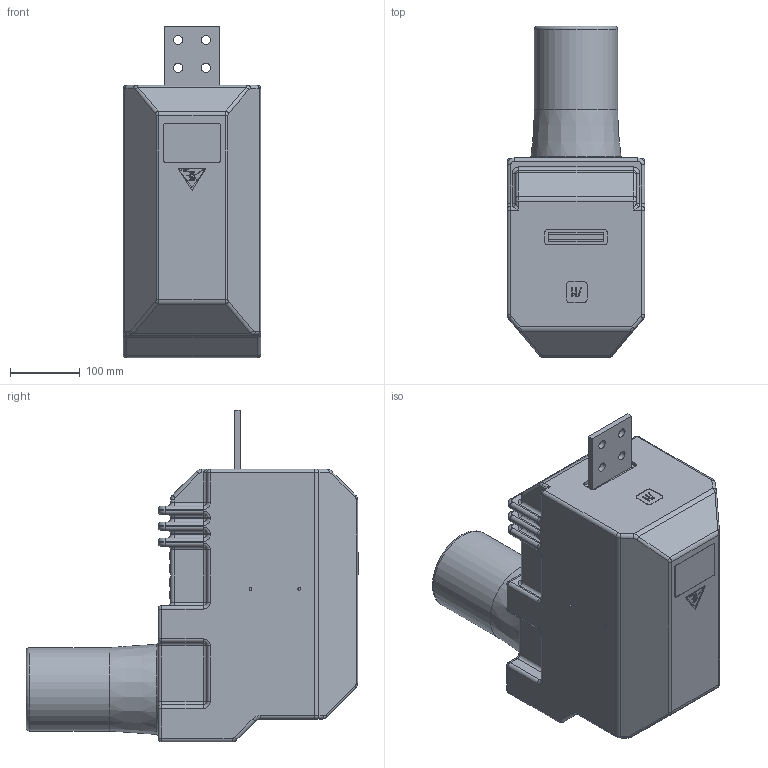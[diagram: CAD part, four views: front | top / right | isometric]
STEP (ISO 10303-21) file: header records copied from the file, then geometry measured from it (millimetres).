
FILE_DESCRIPTION(('STEP AP242'), '1');
FILE_NAME('ﾒﾋﾏ-10-4 ﾌ2 1500ﾀ', '', ('UNSPECIFIED'), ('UNSPECIFIED'), 'C3D Converter', 'C3D Toolkit', '');
FILE_SCHEMA(('AP242_MANAGED_MODEL_BASED_3D_ENGINEERING_MIM_LF { 1 0 10303 442 1 1 4 }'));
Length unit declared in the file: millimetre
Products named in the file (12): Втулка ЭК.8.211.004; Втулка крепеж М12
Assembly tree (25 placements, depth 3):
  (unnamed)
    (unnamed)
    Втулка ЭК.8.211.004  x8
    Втулка крепеж М12  x4
    (unnamed)
    (unnamed)
    (unnamed)  x2
    (unnamed)
      (unnamed)
      (unnamed)
    (unnamed)
    (unnamed)  x4
Bounding box: 198 x 477.5 x 477 mm (x, y, z)
Volume: 19726316.9 mm3; surface area: 1296643.7 mm2
Topology: 24 solids, 25 shells, 1576 faces, 4002 edges, 2520 vertices
Faces by surface type: plane 601, extrusion 458, cylinder 321, torus 90, cone 68, sphere 28, bspline 10
Full cylindrical faces by diameter (mm): 1.25 x1, 2.25 x1, 4 x12, 4.134 x4, 4.917 x8, 5 x8, 6 x4, 8 x4, 8.376 x1, 9 x8, 10 x16, 10.106 x8, 10.2 x4, 12.5 x4, 13 x8, 15 x4, 17 x12, 35 x2, 55 x1, 60 x2, 72 x2, 90 x1, 120 x1, 160 x2
Entity records: 53757 total; most frequent: CARTESIAN_POINT 12374, ORIENTED_EDGE 6678, DIRECTION 5218, EDGE_CURVE 3339, VECTOR 2228, VERTEX_POINT 2193, LINE 1770, EDGE_LOOP 1526
